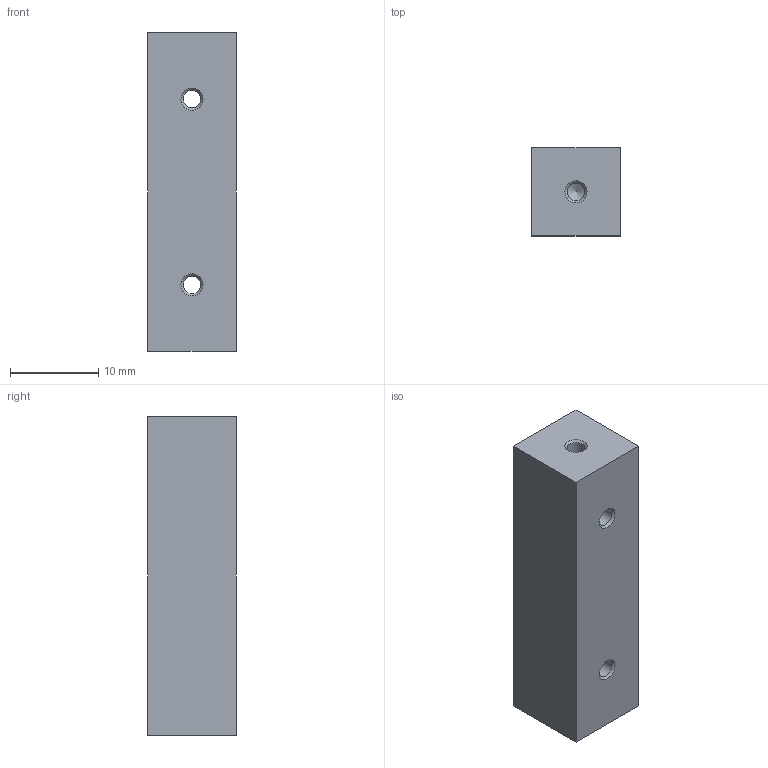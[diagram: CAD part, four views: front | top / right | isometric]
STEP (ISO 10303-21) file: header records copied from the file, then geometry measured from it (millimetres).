
FILE_DESCRIPTION(/* description */ (''),/* implementation_level */ '2;1');
FILE_NAME(/* name */ 'Aladdin_00287_06_v2.stp',/* time_stamp */ '2024-10-02T14:02:32+02:00',/* author */ (''),/* organization */ (''),/* preprocessor_version */ 'ST-DEVELOPER v19.4',/* originating_system */ 'SIEMENS PLM Software NX2306.9102',/* authorisation */ '');
FILE_SCHEMA (('AUTOMOTIVE_DESIGN { 1 0 10303 214 3 1 1 1 }'));
Length unit declared in the file: millimetre
Products named in the file (1): 00287_06_v2_objects
Bounding box: 10 x 10 x 36 mm (x, y, z)
Volume: 3482.5 mm3; surface area: 1842.8 mm2
Topology: 1 solids, 1 shells, 22 faces, 58 edges, 34 vertices
Faces by surface type: cylinder 8, cone 8, plane 6
Full cylindrical faces by diameter (mm): 2 x8
Entity records: 576 total; most frequent: DIRECTION 102, CARTESIAN_POINT 85, ORIENTED_EDGE 68, AXIS2_PLACEMENT_3D 45, FACE_BOUND 42, EDGE_LOOP 42, EDGE_CURVE 34, VERTEX_POINT 28
